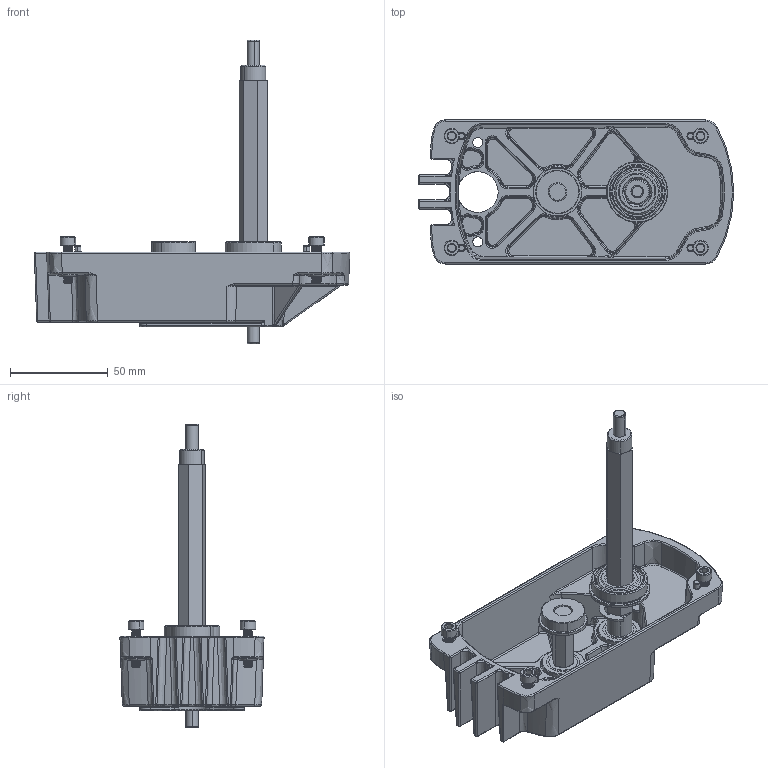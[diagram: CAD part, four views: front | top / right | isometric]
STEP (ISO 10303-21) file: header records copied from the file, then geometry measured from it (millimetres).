
FILE_DESCRIPTION (( 'STEP AP214' ), '1' );
FILE_NAME ('ToughBox Micro S AM14U Shaft No Plate.STEP', '2023-01-07T19:03:01', ( '' ), ( '' ), 'SwSTEP 2.0', 'SolidWorks 2022', '' );
FILE_SCHEMA (( 'AUTOMOTIVE_DESIGN' ));
Length unit declared in the file: inch
Products named in the file (13): am-0028 3-8 ID Flanged Bearing; am-3157 ToughBox Micro Housing; am-4722 am-4722_pin am-4722_mag ToughBox E AM14U5 Length Hex Output Shaft_Both Pins; am-1047 10-32 x 0750 SHCS_90128A945; am-0152 ToughBox Small Cluster Shaft; am-0206 1-2 in Shaft External Klipring_97431A340; am-0516 3-8 in ID 7-8 in OD Shielded Ball Bearing R6ZZ_60355K45; am-1042 10-32 Nylock Nut_90631A411; ToughBox Micro S AM14U Shaft No Plate; am-2986 FR8ZZ Hex Bearing; 250x1000_dowel; ToughBox Micro S Configurable Base; am-4722 ToughBox E AM14U5 Length Hex Output Shaft
Assembly tree (20 placements, depth 3):
  ToughBox Micro S AM14U Shaft No Plate
    ToughBox Micro S Configurable Base
      am-3157 ToughBox Micro Housing
      am-1042 10-32 Nylock Nut_90631A411  x4
      am-0152 ToughBox Small Cluster Shaft
      am-0516 3-8 in ID 7-8 in OD Shielded Ball Bearing R6ZZ_60355K45  x2
      am-1047 10-32 x 0750 SHCS_90128A945  x4
      am-0028 3-8 ID Flanged Bearing
    am-2986 FR8ZZ Hex Bearing
    am-0206 1-2 in Shaft External Klipring_97431A340
    am-4722 am-4722_pin am-4722_mag ToughBox E AM14U5 Length Hex Output Shaft_Both Pins
      am-4722 ToughBox E AM14U5 Length Hex Output Shaft
      250x1000_dowel  x2
Bounding box: 161.1 x 73.61 x 155 mm (x, y, z)
Volume: 118097.7 mm3; surface area: 76072.4 mm2
Topology: 50 solids, 50 shells, 2354 faces, 5855 edges, 3572 vertices
Faces by surface type: cylinder 813, bspline 566, plane 412, cone 321, torus 175, sphere 67
Entity records: 70374 total; most frequent: CARTESIAN_POINT 35795, ORIENTED_EDGE 7902, DIRECTION 5744, EDGE_CURVE 3951, VERTEX_POINT 2417, AXIS2_PLACEMENT_3D 2181, EDGE_LOOP 1730, ADVANCED_FACE 1633
